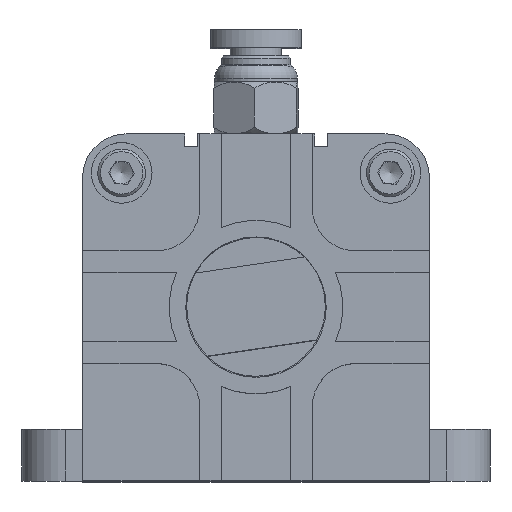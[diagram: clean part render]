
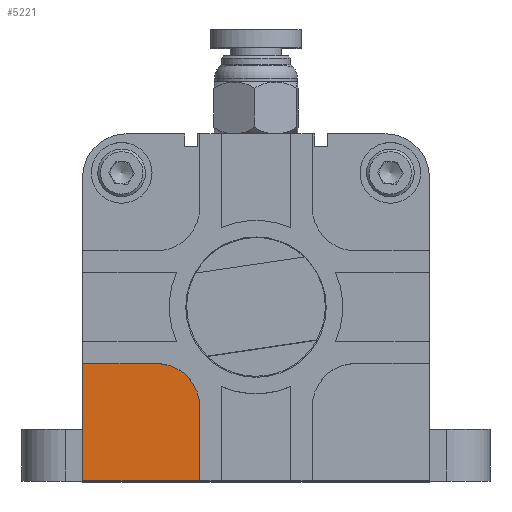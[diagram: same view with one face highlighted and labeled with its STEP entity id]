
A CAD part, top view. The second image highlights one B-rep face of the part: STEP entity #5221.
In plain terms, the highlighted planar face has unit normal (0, 0, 1).
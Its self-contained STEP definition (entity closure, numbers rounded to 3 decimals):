
#34 = DIRECTION ( 'NONE',  ( 0., 0., -1. ) ) ;
#87 = EDGE_CURVE ( 'NONE', #807, #3485, #3459, .T. ) ;
#230 = VECTOR ( 'NONE', #4462, 1000. ) ;
#380 = LINE ( 'NONE', #3454, #5807 ) ;
#457 = AXIS2_PLACEMENT_3D ( 'NONE', #4175, #34, #1472 ) ;
#597 = DIRECTION ( 'NONE',  ( 0., 0., 1. ) ) ;
#668 = CARTESIAN_POINT ( 'NONE',  ( -11.5, -6.5, 50. ) ) ;
#807 = VERTEX_POINT ( 'NONE', #4597 ) ;
#1072 = CARTESIAN_POINT ( 'NONE',  ( -11.5, -11.5, 50. ) ) ;
#1105 = DIRECTION ( 'NONE',  ( 1., 0., 0. ) ) ;
#1401 = LINE ( 'NONE', #4555, #4825 ) ;
#1472 = DIRECTION ( 'NONE',  ( -1., 0., 0. ) ) ;
#1537 = FACE_OUTER_BOUND ( 'NONE', #5168, .T. ) ;
#1584 = CARTESIAN_POINT ( 'NONE',  ( -6.5, -20., 50. ) ) ;
#1910 = EDGE_CURVE ( 'NONE', #3485, #2841, #2572, .T. ) ;
#1937 = EDGE_CURVE ( 'NONE', #2841, #6453, #2974, .T. ) ;
#1952 = DIRECTION ( 'NONE',  ( 0., -1., 0. ) ) ;
#2087 = EDGE_CURVE ( 'NONE', #3426, #807, #380, .T. ) ;
#2108 = EDGE_CURVE ( 'NONE', #6453, #3426, #1401, .T. ) ;
#2572 = LINE ( 'NONE', #6147, #6711 ) ;
#2826 = ORIENTED_EDGE ( 'NONE', *, *, #2108, .T. ) ;
#2841 = VERTEX_POINT ( 'NONE', #3896 ) ;
#2974 = CIRCLE ( 'NONE', #6276, 5. ) ;
#3296 = ORIENTED_EDGE ( 'NONE', *, *, #2087, .T. ) ;
#3426 = VERTEX_POINT ( 'NONE', #4978 ) ;
#3454 = CARTESIAN_POINT ( 'NONE',  ( -20., 20., 50. ) ) ;
#3459 = LINE ( 'NONE', #5978, #230 ) ;
#3484 = DIRECTION ( 'NONE',  ( -1., 0., 0. ) ) ;
#3485 = VERTEX_POINT ( 'NONE', #1584 ) ;
#3698 = ORIENTED_EDGE ( 'NONE', *, *, #87, .T. ) ;
#3896 = CARTESIAN_POINT ( 'NONE',  ( -6.5, -11.5, 50. ) ) ;
#4156 = DIRECTION ( 'NONE',  ( 0., 1., 0. ) ) ;
#4175 = CARTESIAN_POINT ( 'NONE',  ( 20., 20., 50. ) ) ;
#4462 = DIRECTION ( 'NONE',  ( 1., 0., 0. ) ) ;
#4555 = CARTESIAN_POINT ( 'NONE',  ( -11.5, -6.5, 50. ) ) ;
#4597 = CARTESIAN_POINT ( 'NONE',  ( -20., -20., 50. ) ) ;
#4642 = ORIENTED_EDGE ( 'NONE', *, *, #1937, .T. ) ;
#4825 = VECTOR ( 'NONE', #3484, 1000. ) ;
#4978 = CARTESIAN_POINT ( 'NONE',  ( -20., -6.5, 50. ) ) ;
#5168 = EDGE_LOOP ( 'NONE', ( #4642, #2826, #3296, #3698, #5556 ) ) ;
#5221 = ADVANCED_FACE ( 'NONE', ( #1537 ), #5238, .F. ) ;
#5238 = PLANE ( 'NONE',  #457 ) ;
#5556 = ORIENTED_EDGE ( 'NONE', *, *, #1910, .T. ) ;
#5807 = VECTOR ( 'NONE', #1952, 1000. ) ;
#5978 = CARTESIAN_POINT ( 'NONE',  ( 20., -20., 50. ) ) ;
#6147 = CARTESIAN_POINT ( 'NONE',  ( -6.5, -20., 50. ) ) ;
#6276 = AXIS2_PLACEMENT_3D ( 'NONE', #1072, #597, #1105 ) ;
#6453 = VERTEX_POINT ( 'NONE', #668 ) ;
#6711 = VECTOR ( 'NONE', #4156, 1000. ) ;
